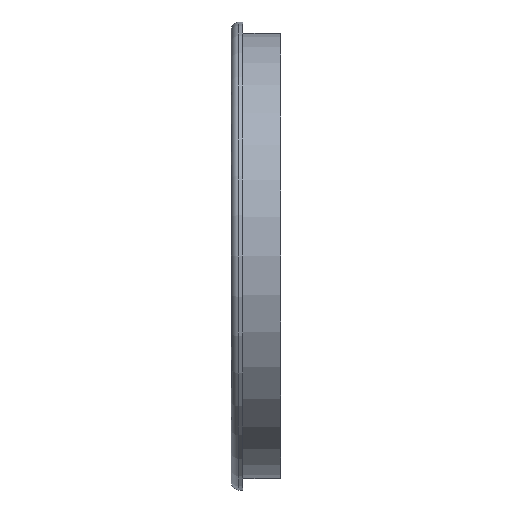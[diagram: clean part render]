
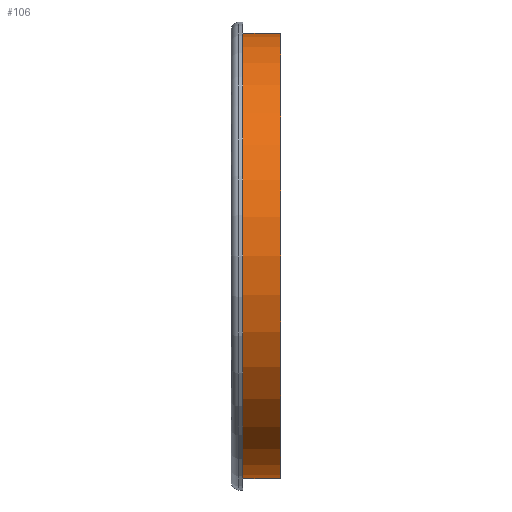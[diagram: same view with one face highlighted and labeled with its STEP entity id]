
A CAD part, left-side view. The second image highlights one B-rep face of the part: STEP entity #106.
In plain terms, the highlighted cylindrical face has radius 293 mm (diameter 586 mm), a partial arc.
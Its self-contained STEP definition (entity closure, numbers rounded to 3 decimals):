
#8 = LINE ( 'NONE', #427, #221 ) ;
#14 = EDGE_CURVE ( 'NONE', #16, #345, #8, .T. ) ;
#16 = VERTEX_POINT ( 'NONE', #383 ) ;
#23 = CYLINDRICAL_SURFACE ( 'NONE', #348, 293. ) ;
#62 = EDGE_CURVE ( 'NONE', #345, #183, #187, .T. ) ;
#66 = VECTOR ( 'NONE', #146, 1000. ) ;
#103 = ORIENTED_EDGE ( 'NONE', *, *, #143, .T. ) ;
#106 = ADVANCED_FACE ( 'NONE', ( #530 ), #23, .T. ) ;
#115 = ORIENTED_EDGE ( 'NONE', *, *, #14, .F. ) ;
#122 = CARTESIAN_POINT ( 'NONE',  ( 0., 0., -293. ) ) ;
#143 = EDGE_CURVE ( 'NONE', #265, #183, #537, .T. ) ;
#146 = DIRECTION ( 'NONE',  ( 0., 1., 0. ) ) ;
#154 = AXIS2_PLACEMENT_3D ( 'NONE', #228, #399, #496 ) ;
#183 = VERTEX_POINT ( 'NONE', #279 ) ;
#187 = CIRCLE ( 'NONE', #498, 293. ) ;
#195 = DIRECTION ( 'NONE',  ( 0., 1., 0. ) ) ;
#213 = DIRECTION ( 'NONE',  ( 0., 1., 0. ) ) ;
#217 = CARTESIAN_POINT ( 'NONE',  ( 0., 0., 0. ) ) ;
#221 = VECTOR ( 'NONE', #213, 1000. ) ;
#228 = CARTESIAN_POINT ( 'NONE',  ( 0., -50., 0. ) ) ;
#230 = DIRECTION ( 'NONE',  ( 0., 0., 1. ) ) ;
#259 = DIRECTION ( 'NONE',  ( 0., 0., 1. ) ) ;
#265 = VERTEX_POINT ( 'NONE', #451 ) ;
#270 = EDGE_LOOP ( 'NONE', ( #115, #391, #103, #298 ) ) ;
#279 = CARTESIAN_POINT ( 'NONE',  ( 0., 0., 293. ) ) ;
#298 = ORIENTED_EDGE ( 'NONE', *, *, #62, .F. ) ;
#319 = EDGE_CURVE ( 'NONE', #16, #265, #380, .T. ) ;
#345 = VERTEX_POINT ( 'NONE', #122 ) ;
#348 = AXIS2_PLACEMENT_3D ( 'NONE', #494, #195, #230 ) ;
#362 = CARTESIAN_POINT ( 'NONE',  ( 0., -50., 293. ) ) ;
#380 = CIRCLE ( 'NONE', #154, 293. ) ;
#383 = CARTESIAN_POINT ( 'NONE',  ( 0., -50., -293. ) ) ;
#391 = ORIENTED_EDGE ( 'NONE', *, *, #319, .T. ) ;
#399 = DIRECTION ( 'NONE',  ( 0., 1., 0. ) ) ;
#427 = CARTESIAN_POINT ( 'NONE',  ( 0., -50., -293. ) ) ;
#434 = DIRECTION ( 'NONE',  ( 0., 1., 0. ) ) ;
#451 = CARTESIAN_POINT ( 'NONE',  ( 0., -50., 293. ) ) ;
#494 = CARTESIAN_POINT ( 'NONE',  ( 0., -50., 0. ) ) ;
#496 = DIRECTION ( 'NONE',  ( 0., 0., 1. ) ) ;
#498 = AXIS2_PLACEMENT_3D ( 'NONE', #217, #434, #259 ) ;
#530 = FACE_OUTER_BOUND ( 'NONE', #270, .T. ) ;
#537 = LINE ( 'NONE', #362, #66 ) ;
